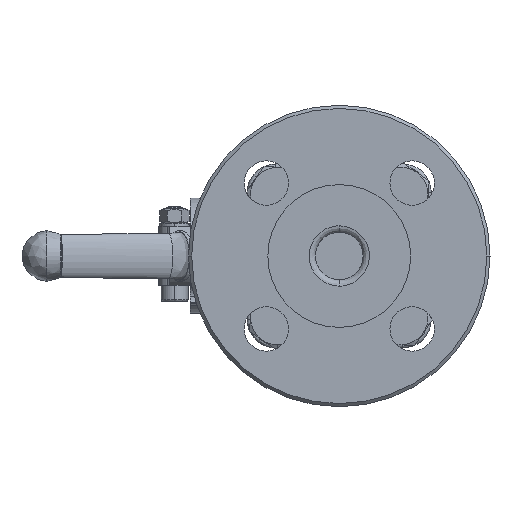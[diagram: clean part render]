
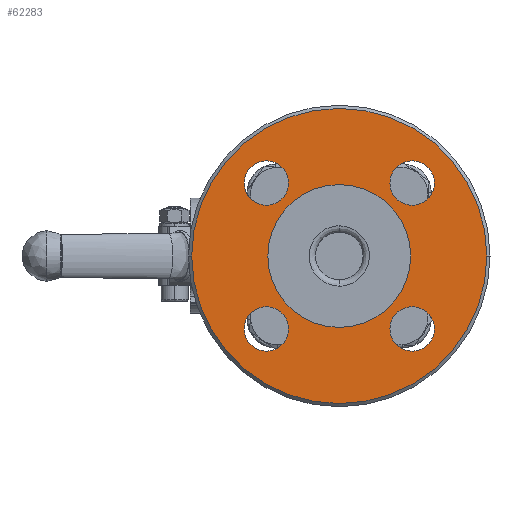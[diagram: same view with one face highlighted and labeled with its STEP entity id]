
A CAD part, left-side view. The second image highlights one B-rep face of the part: STEP entity #62283.
In plain terms, the highlighted planar face has unit normal (-1, 0, 0).
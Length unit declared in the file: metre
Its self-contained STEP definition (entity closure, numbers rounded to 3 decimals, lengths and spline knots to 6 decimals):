
#15 = AXIS2_PLACEMENT_3D ( 'NONE', #65892, #53906, #42319 ) ;
#38 = AXIS2_PLACEMENT_3D ( 'NONE', #58093, #76425, #74835 ) ;
#679 = VERTEX_POINT ( 'NONE', #27872 ) ;
#870 = EDGE_CURVE ( 'NONE', #13451, #679, #58656, .T. ) ;
#1515 = EDGE_CURVE ( 'NONE', #6980, #4202, #47286, .T. ) ;
#2496 = PLANE ( 'NONE',  #49091 ) ;
#2993 = DIRECTION ( 'NONE',  ( 0., -1., 0. ) ) ;
#3511 = AXIS2_PLACEMENT_3D ( 'NONE', #7092, #12284, #19013 ) ;
#3956 = DIRECTION ( 'NONE',  ( 0., 1., 0. ) ) ;
#4035 = CARTESIAN_POINT ( 'NONE',  ( -0.0495, 0.029981, -0.022981 ) ) ;
#4202 = VERTEX_POINT ( 'NONE', #42133 ) ;
#6299 = DIRECTION ( 'NONE',  ( 0., -1., 0. ) ) ;
#6934 = DIRECTION ( 'NONE',  ( 0., -1., 0. ) ) ;
#6980 = VERTEX_POINT ( 'NONE', #22121 ) ;
#7048 = VERTEX_POINT ( 'NONE', #11815 ) ;
#7092 = CARTESIAN_POINT ( 'NONE',  ( -0.0495, -0.022981, -0.022981 ) ) ;
#9088 = ORIENTED_EDGE ( 'NONE', *, *, #76336, .T. ) ;
#9760 = ORIENTED_EDGE ( 'NONE', *, *, #870, .T. ) ;
#10075 = DIRECTION ( 'NONE',  ( 1., 0., 0. ) ) ;
#10482 = EDGE_LOOP ( 'NONE', ( #51784, #9760 ) ) ;
#11815 = CARTESIAN_POINT ( 'NONE',  ( -0.0495, -0.029981, 0.022981 ) ) ;
#12116 = CIRCLE ( 'NONE', #42732, 0.0225 ) ;
#12284 = DIRECTION ( 'NONE',  ( 1., 0., 0. ) ) ;
#13326 = FACE_BOUND ( 'NONE', #14486, .T. ) ;
#13406 = EDGE_CURVE ( 'NONE', #29914, #32401, #41569, .T. ) ;
#13451 = VERTEX_POINT ( 'NONE', #54525 ) ;
#13864 = CARTESIAN_POINT ( 'NONE',  ( -0.0495, -0.029981, -0.022981 ) ) ;
#14159 = CIRCLE ( 'NONE', #24418, 0.007 ) ;
#14486 = EDGE_LOOP ( 'NONE', ( #9088, #21414 ) ) ;
#14966 = DIRECTION ( 'NONE',  ( 1., 0., 0. ) ) ;
#15120 = AXIS2_PLACEMENT_3D ( 'NONE', #60804, #53631, #16839 ) ;
#15220 = EDGE_CURVE ( 'NONE', #56214, #36624, #35280, .T. ) ;
#16208 = CIRCLE ( 'NONE', #64787, 0.007 ) ;
#16377 = DIRECTION ( 'NONE',  ( 0., 1., 0. ) ) ;
#16636 = AXIS2_PLACEMENT_3D ( 'NONE', #47975, #10075, #78350 ) ;
#16839 = DIRECTION ( 'NONE',  ( 0., -1., 0. ) ) ;
#18876 = ORIENTED_EDGE ( 'NONE', *, *, #25404, .T. ) ;
#19013 = DIRECTION ( 'NONE',  ( 0., -1., 0. ) ) ;
#19418 = CARTESIAN_POINT ( 'NONE',  ( -0.0495, 0.015981, 0.022981 ) ) ;
#21414 = ORIENTED_EDGE ( 'NONE', *, *, #53302, .T. ) ;
#22121 = CARTESIAN_POINT ( 'NONE',  ( -0.0495, 0.0225, 0. ) ) ;
#24292 = CIRCLE ( 'NONE', #16636, 0.007 ) ;
#24418 = AXIS2_PLACEMENT_3D ( 'NONE', #37324, #37699, #6934 ) ;
#24951 = VERTEX_POINT ( 'NONE', #43386 ) ;
#25404 = EDGE_CURVE ( 'NONE', #77188, #7048, #24292, .T. ) ;
#27592 = CARTESIAN_POINT ( 'NONE',  ( -0.0495, 0., 0. ) ) ;
#27872 = CARTESIAN_POINT ( 'NONE',  ( -0.0495, 0.0465, 0. ) ) ;
#29016 = ORIENTED_EDGE ( 'NONE', *, *, #63185, .T. ) ;
#29050 = CIRCLE ( 'NONE', #3511, 0.007 ) ;
#29297 = AXIS2_PLACEMENT_3D ( 'NONE', #52707, #35119, #3956 ) ;
#29914 = VERTEX_POINT ( 'NONE', #48050 ) ;
#30189 = AXIS2_PLACEMENT_3D ( 'NONE', #50562, #57787, #2993 ) ;
#31002 = CARTESIAN_POINT ( 'NONE',  ( -0.0495, 0.022981, -0.022981 ) ) ;
#31108 = ORIENTED_EDGE ( 'NONE', *, *, #70994, .T. ) ;
#31134 = ORIENTED_EDGE ( 'NONE', *, *, #13406, .T. ) ;
#32401 = VERTEX_POINT ( 'NONE', #19418 ) ;
#32882 = FACE_BOUND ( 'NONE', #76400, .T. ) ;
#33077 = CARTESIAN_POINT ( 'NONE',  ( -0.0495, -0.015981, 0.022981 ) ) ;
#34501 = VERTEX_POINT ( 'NONE', #4035 ) ;
#35032 = ORIENTED_EDGE ( 'NONE', *, *, #15220, .T. ) ;
#35119 = DIRECTION ( 'NONE',  ( -1., 0., 0. ) ) ;
#35280 = CIRCLE ( 'NONE', #30189, 0.007 ) ;
#35353 = CIRCLE ( 'NONE', #63401, 0.007 ) ;
#36624 = VERTEX_POINT ( 'NONE', #13864 ) ;
#37324 = CARTESIAN_POINT ( 'NONE',  ( -0.0495, 0.022981, 0.022981 ) ) ;
#37699 = DIRECTION ( 'NONE',  ( 1., 0., 0. ) ) ;
#41569 = CIRCLE ( 'NONE', #74648, 0.007 ) ;
#42133 = CARTESIAN_POINT ( 'NONE',  ( -0.0495, -0.0225, 0. ) ) ;
#42319 = DIRECTION ( 'NONE',  ( 0., 1., 0. ) ) ;
#42732 = AXIS2_PLACEMENT_3D ( 'NONE', #27592, #46389, #16377 ) ;
#43341 = DIRECTION ( 'NONE',  ( -1., 0., 0. ) ) ;
#43386 = CARTESIAN_POINT ( 'NONE',  ( -0.0495, 0.015981, -0.022981 ) ) ;
#45454 = CARTESIAN_POINT ( 'NONE',  ( -0.0495, -0.015981, -0.022981 ) ) ;
#45713 = CARTESIAN_POINT ( 'NONE',  ( -0.0495, 0.022981, 0.022981 ) ) ;
#46389 = DIRECTION ( 'NONE',  ( 1., 0., 0. ) ) ;
#46569 = ORIENTED_EDGE ( 'NONE', *, *, #49790, .T. ) ;
#47070 = CIRCLE ( 'NONE', #15120, 0.007 ) ;
#47286 = CIRCLE ( 'NONE', #38, 0.0225 ) ;
#47975 = CARTESIAN_POINT ( 'NONE',  ( -0.0495, -0.022981, 0.022981 ) ) ;
#48050 = CARTESIAN_POINT ( 'NONE',  ( -0.0495, 0.029981, 0.022981 ) ) ;
#48185 = EDGE_LOOP ( 'NONE', ( #69229, #29016 ) ) ;
#48609 = EDGE_CURVE ( 'NONE', #679, #13451, #66415, .T. ) ;
#49091 = AXIS2_PLACEMENT_3D ( 'NONE', #74793, #43341, #55705 ) ;
#49790 = EDGE_CURVE ( 'NONE', #32401, #29914, #14159, .T. ) ;
#50442 = FACE_BOUND ( 'NONE', #78297, .T. ) ;
#50562 = CARTESIAN_POINT ( 'NONE',  ( -0.0495, -0.022981, -0.022981 ) ) ;
#51784 = ORIENTED_EDGE ( 'NONE', *, *, #48609, .T. ) ;
#52707 = CARTESIAN_POINT ( 'NONE',  ( -0.0495, 0., 0. ) ) ;
#53302 = EDGE_CURVE ( 'NONE', #34501, #24951, #35353, .T. ) ;
#53631 = DIRECTION ( 'NONE',  ( 1., 0., 0. ) ) ;
#53906 = DIRECTION ( 'NONE',  ( -1., 0., 0. ) ) ;
#54525 = CARTESIAN_POINT ( 'NONE',  ( -0.0495, -0.0465, 0. ) ) ;
#54669 = EDGE_CURVE ( 'NONE', #7048, #77188, #47070, .T. ) ;
#55705 = DIRECTION ( 'NONE',  ( 0., -1., 0. ) ) ;
#55799 = DIRECTION ( 'NONE',  ( 1., 0., 0. ) ) ;
#56101 = FACE_BOUND ( 'NONE', #69327, .T. ) ;
#56214 = VERTEX_POINT ( 'NONE', #45454 ) ;
#57787 = DIRECTION ( 'NONE',  ( 1., 0., 0. ) ) ;
#58093 = CARTESIAN_POINT ( 'NONE',  ( -0.0495, 0., 0. ) ) ;
#58656 = CIRCLE ( 'NONE', #29297, 0.0465 ) ;
#59998 = CARTESIAN_POINT ( 'NONE',  ( -0.0495, 0.022981, -0.022981 ) ) ;
#60393 = DIRECTION ( 'NONE',  ( 0., -1., 0. ) ) ;
#60804 = CARTESIAN_POINT ( 'NONE',  ( -0.0495, -0.022981, 0.022981 ) ) ;
#61719 = FACE_BOUND ( 'NONE', #48185, .T. ) ;
#62283 = ADVANCED_FACE ( 'NONE', ( #61719, #13326, #56101, #32882, #50442, #75191 ), #2496, .T. ) ;
#62561 = DIRECTION ( 'NONE',  ( 0., -1., 0. ) ) ;
#63185 = EDGE_CURVE ( 'NONE', #4202, #6980, #12116, .T. ) ;
#63401 = AXIS2_PLACEMENT_3D ( 'NONE', #31002, #55799, #6299 ) ;
#64787 = AXIS2_PLACEMENT_3D ( 'NONE', #59998, #78342, #60393 ) ;
#65892 = CARTESIAN_POINT ( 'NONE',  ( -0.0495, 0., 0. ) ) ;
#66415 = CIRCLE ( 'NONE', #15, 0.0465 ) ;
#67915 = ORIENTED_EDGE ( 'NONE', *, *, #54669, .T. ) ;
#69229 = ORIENTED_EDGE ( 'NONE', *, *, #1515, .T. ) ;
#69327 = EDGE_LOOP ( 'NONE', ( #31108, #35032 ) ) ;
#70994 = EDGE_CURVE ( 'NONE', #36624, #56214, #29050, .T. ) ;
#74648 = AXIS2_PLACEMENT_3D ( 'NONE', #45713, #14966, #62561 ) ;
#74793 = CARTESIAN_POINT ( 'NONE',  ( -0.0495, 0.0345, 0. ) ) ;
#74835 = DIRECTION ( 'NONE',  ( 0., 1., 0. ) ) ;
#75191 = FACE_OUTER_BOUND ( 'NONE', #10482, .T. ) ;
#76336 = EDGE_CURVE ( 'NONE', #24951, #34501, #16208, .T. ) ;
#76400 = EDGE_LOOP ( 'NONE', ( #67915, #18876 ) ) ;
#76425 = DIRECTION ( 'NONE',  ( 1., 0., 0. ) ) ;
#77188 = VERTEX_POINT ( 'NONE', #33077 ) ;
#78297 = EDGE_LOOP ( 'NONE', ( #46569, #31134 ) ) ;
#78342 = DIRECTION ( 'NONE',  ( 1., 0., 0. ) ) ;
#78350 = DIRECTION ( 'NONE',  ( 0., -1., 0. ) ) ;
